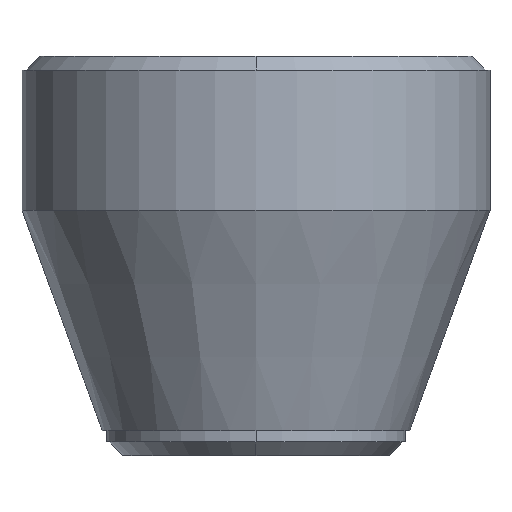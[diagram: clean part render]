
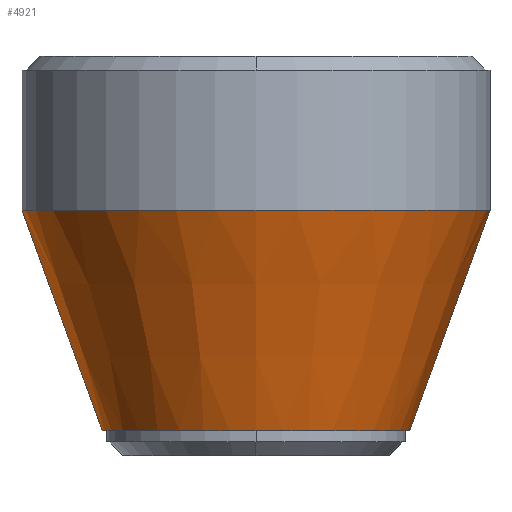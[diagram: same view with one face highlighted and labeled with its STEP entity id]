
A CAD part, left-side view. The second image highlights one B-rep face of the part: STEP entity #4921.
In plain terms, the highlighted conical face has half-angle 20 degrees and reference radius 5.25 mm.
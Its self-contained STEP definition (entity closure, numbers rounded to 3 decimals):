
#52 = VERTEX_POINT ( 'NONE', #1197 ) ;
#418 = CARTESIAN_POINT ( 'NONE',  ( 0., 0., -1.183 ) ) ;
#482 = LINE ( 'NONE', #2091, #5088 ) ;
#826 = ORIENTED_EDGE ( 'NONE', *, *, #7721, .T. ) ;
#918 = ORIENTED_EDGE ( 'NONE', *, *, #7992, .T. ) ;
#1148 = EDGE_LOOP ( 'NONE', ( #6443, #1718, #826, #918 ) ) ;
#1197 = CARTESIAN_POINT ( 'NONE',  ( 0., -8.495, -1.183 ) ) ;
#1229 = EDGE_CURVE ( 'NONE', #8066, #5934, #4820, .T. ) ;
#1271 = CIRCLE ( 'NONE', #3229, 8.495 ) ;
#1544 = CARTESIAN_POINT ( 'NONE',  ( 0., -5.25, -10.1 ) ) ;
#1718 = ORIENTED_EDGE ( 'NONE', *, *, #1229, .F. ) ;
#1732 = DIRECTION ( 'NONE',  ( 0., 1., 0. ) ) ;
#2083 = CARTESIAN_POINT ( 'NONE',  ( 0., 8.495, -1.183 ) ) ;
#2091 = CARTESIAN_POINT ( 'NONE',  ( 0., 5.25, -10.1 ) ) ;
#2278 = CARTESIAN_POINT ( 'NONE',  ( 0., -5.582, -9.188 ) ) ;
#2688 = CONICAL_SURFACE ( 'NONE', #8014, 5.25, 0.349 ) ;
#3229 = AXIS2_PLACEMENT_3D ( 'NONE', #418, #7508, #1732 ) ;
#3803 = VERTEX_POINT ( 'NONE', #2083 ) ;
#4226 = CARTESIAN_POINT ( 'NONE',  ( 0., 0., -10.1 ) ) ;
#4654 = DIRECTION ( 'NONE',  ( 0., 0.342, 0.94 ) ) ;
#4820 = CIRCLE ( 'NONE', #6331, 5.582 ) ;
#4903 = DIRECTION ( 'NONE',  ( 0., 0., 1. ) ) ;
#4921 = ADVANCED_FACE ( 'NONE', ( #6910 ), #2688, .T. ) ;
#4987 = VECTOR ( 'NONE', #5318, 1000. ) ;
#5088 = VECTOR ( 'NONE', #4654, 1000. ) ;
#5318 = DIRECTION ( 'NONE',  ( 0., -0.342, 0.94 ) ) ;
#5677 = CARTESIAN_POINT ( 'NONE',  ( 0., 5.582, -9.188 ) ) ;
#5934 = VERTEX_POINT ( 'NONE', #5677 ) ;
#6125 = DIRECTION ( 'NONE',  ( 0., 0., -1. ) ) ;
#6183 = DIRECTION ( 'NONE',  ( -1., 0., 0. ) ) ;
#6331 = AXIS2_PLACEMENT_3D ( 'NONE', #6797, #6125, #6183 ) ;
#6443 = ORIENTED_EDGE ( 'NONE', *, *, #7183, .F. ) ;
#6797 = CARTESIAN_POINT ( 'NONE',  ( 0., 0., -9.188 ) ) ;
#6841 = DIRECTION ( 'NONE',  ( 0., -1., 0. ) ) ;
#6910 = FACE_OUTER_BOUND ( 'NONE', #1148, .T. ) ;
#7183 = EDGE_CURVE ( 'NONE', #5934, #3803, #482, .T. ) ;
#7389 = LINE ( 'NONE', #1544, #4987 ) ;
#7508 = DIRECTION ( 'NONE',  ( 0., 0., -1. ) ) ;
#7721 = EDGE_CURVE ( 'NONE', #8066, #52, #7389, .T. ) ;
#7992 = EDGE_CURVE ( 'NONE', #52, #3803, #1271, .T. ) ;
#8014 = AXIS2_PLACEMENT_3D ( 'NONE', #4226, #4903, #6841 ) ;
#8066 = VERTEX_POINT ( 'NONE', #2278 ) ;
